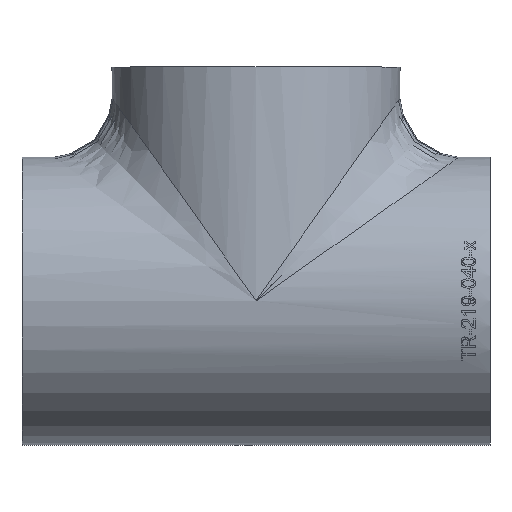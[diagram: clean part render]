
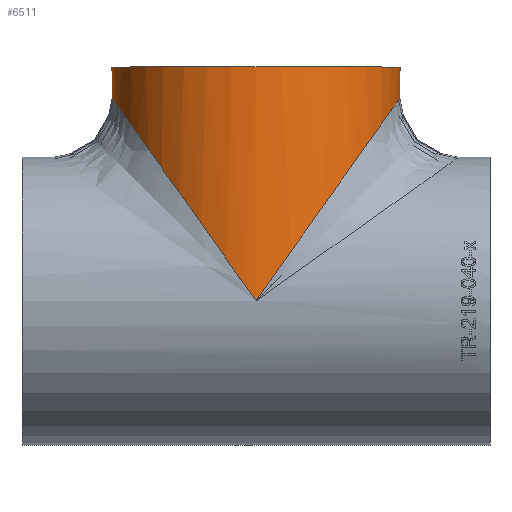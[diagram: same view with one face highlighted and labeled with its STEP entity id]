
A CAD part, top view. The second image highlights one B-rep face of the part: STEP entity #6511.
In plain terms, the highlighted cylindrical face has radius 109.55 mm (diameter 219.1 mm), a full revolution.
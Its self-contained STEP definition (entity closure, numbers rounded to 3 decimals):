
#697 = DIRECTION ( 'NONE',  ( 0., -1., 0. ) ) ;
#918 = CARTESIAN_POINT ( 'NONE',  ( 219.1, 309.1, -109.55 ) ) ;
#1092 = DIRECTION ( 'NONE',  ( 0., 0., -1. ) ) ;
#1245 = CARTESIAN_POINT ( 'NONE',  ( 0., 178., 0. ) ) ;
#1489 = ORIENTED_EDGE ( 'NONE', *, *, #8619, .T. ) ;
#1496 = CARTESIAN_POINT ( 'NONE',  ( 0., 178., -109.55 ) ) ;
#1700 = CARTESIAN_POINT ( 'NONE',  ( 0., 0., -109.55 ) ) ;
#1711 = ORIENTED_EDGE ( 'NONE', *, *, #15299, .T. ) ;
#2088 =( BOUNDED_CURVE ( )  B_SPLINE_CURVE ( 3, ( #19968, #4390, #13595, #8246 ),
 .UNSPECIFIED., .F., .F. ) 
 B_SPLINE_CURVE_WITH_KNOTS ( ( 4, 4 ),
 ( 1.571, 4.712 ),
 .UNSPECIFIED. ) 
 CURVE ( )  GEOMETRIC_REPRESENTATION_ITEM ( )  RATIONAL_B_SPLINE_CURVE ( ( 1., 0.333, 0.333, 1. ) ) 
 REPRESENTATION_ITEM ( '' )  );
#3478 = VERTEX_POINT ( 'NONE', #1496 ) ;
#4215 = EDGE_CURVE ( 'NONE', #8217, #19885, #10748, .T. ) ;
#4390 = CARTESIAN_POINT ( 'NONE',  ( -219.1, 309.1, -109.55 ) ) ;
#4428 = CARTESIAN_POINT ( 'NONE',  ( 219.1, 309.1, 109.55 ) ) ;
#4804 = ORIENTED_EDGE ( 'NONE', *, *, #4215, .T. ) ;
#6511 = ADVANCED_FACE ( 'NONE', ( #18246, #21215 ), #14975, .T. ) ;
#7283 = AXIS2_PLACEMENT_3D ( 'NONE', #1245, #15172, #1092 ) ;
#7916 = EDGE_LOOP ( 'NONE', ( #1489, #4804 ) ) ;
#8206 = CARTESIAN_POINT ( 'NONE',  ( 0., 0., -109.55 ) ) ;
#8217 = VERTEX_POINT ( 'NONE', #18567 ) ;
#8246 = CARTESIAN_POINT ( 'NONE',  ( 0., 0., 109.55 ) ) ;
#8619 = EDGE_CURVE ( 'NONE', #19885, #8217, #2088, .T. ) ;
#9523 = AXIS2_PLACEMENT_3D ( 'NONE', #21540, #697, #16380 ) ;
#10619 = EDGE_LOOP ( 'NONE', ( #1711 ) ) ;
#10748 =( BOUNDED_CURVE ( )  B_SPLINE_CURVE ( 3, ( #18645, #4428, #918, #8206 ),
 .UNSPECIFIED., .F., .F. ) 
 B_SPLINE_CURVE_WITH_KNOTS ( ( 4, 4 ),
 ( 1.571, 4.712 ),
 .UNSPECIFIED. ) 
 CURVE ( )  GEOMETRIC_REPRESENTATION_ITEM ( )  RATIONAL_B_SPLINE_CURVE ( ( 1., 0.333, 0.333, 1. ) ) 
 REPRESENTATION_ITEM ( '' )  );
#13595 = CARTESIAN_POINT ( 'NONE',  ( -219.1, 309.1, 109.55 ) ) ;
#13842 = CIRCLE ( 'NONE', #7283, 109.55 ) ;
#14975 = CYLINDRICAL_SURFACE ( 'NONE', #9523, 109.55 ) ;
#15172 = DIRECTION ( 'NONE',  ( 0., -1., 0. ) ) ;
#15299 = EDGE_CURVE ( 'NONE', #3478, #3478, #13842, .T. ) ;
#16380 = DIRECTION ( 'NONE',  ( 0., 0., -1. ) ) ;
#18246 = FACE_OUTER_BOUND ( 'NONE', #10619, .T. ) ;
#18567 = CARTESIAN_POINT ( 'NONE',  ( 0., 0., 109.55 ) ) ;
#18645 = CARTESIAN_POINT ( 'NONE',  ( 0., 0., 109.55 ) ) ;
#19885 = VERTEX_POINT ( 'NONE', #1700 ) ;
#19968 = CARTESIAN_POINT ( 'NONE',  ( 0., 0., -109.55 ) ) ;
#21215 = FACE_OUTER_BOUND ( 'NONE', #7916, .T. ) ;
#21540 = CARTESIAN_POINT ( 'NONE',  ( 0., 0., 0. ) ) ;
